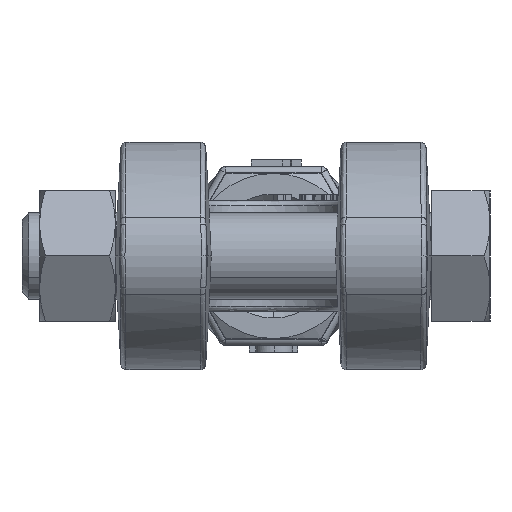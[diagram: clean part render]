
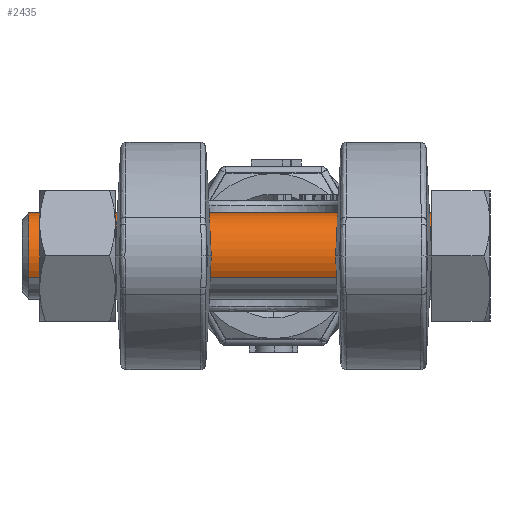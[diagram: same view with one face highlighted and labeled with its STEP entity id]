
A CAD part, left-side view. The second image highlights one B-rep face of the part: STEP entity #2435.
In plain terms, the highlighted cylindrical face has radius 6.25 mm (diameter 12.5 mm), a partial arc.
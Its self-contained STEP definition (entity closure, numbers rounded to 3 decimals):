
#2435=ADVANCED_FACE('NONE',(#5217),#5218,.T.);
#5217=FACE_OUTER_BOUND('',#16215,.T.);
#5218=CYLINDRICAL_SURFACE('',#16216,6.25);
#16215=EDGE_LOOP('',(#26031,#26032,#26033,#26034));
#16216=AXIS2_PLACEMENT_3D('',#26035,#26036,#26037);
#26031=ORIENTED_EDGE('',*,*,#31359,.F.);
#26032=ORIENTED_EDGE('',*,*,#31357,.T.);
#26033=ORIENTED_EDGE('',*,*,#31360,.F.);
#26034=ORIENTED_EDGE('',*,*,#31361,.T.);
#26035=CARTESIAN_POINT('',(-106.8,147.127,153.221));
#26036=DIRECTION('',(-0.0,1.0,0.0));
#26037=DIRECTION('',(0.866,0.0,0.5));
#31357=EDGE_CURVE('NONE',#35862,#35866,#35868,.T.);
#31359=EDGE_CURVE('',#35862,#35870,#35871,.T.);
#31360=EDGE_CURVE('',#35872,#35866,#35873,.T.);
#31361=EDGE_CURVE('NONE',#35872,#35870,#35874,.T.);
#35862=VERTEX_POINT('NONE',#49254);
#35866=VERTEX_POINT('',#49259);
#35868=CIRCLE('',#49262,6.25);
#35870=VERTEX_POINT('NONE',#49264);
#35871=LINE('',#49265,#49266);
#35872=VERTEX_POINT('',#49267);
#35873=LINE('',#49268,#49269);
#35874=CIRCLE('',#49270,6.25);
#49254=CARTESIAN_POINT('',(-101.387,146.127,156.346));
#49259=CARTESIAN_POINT('',(-112.213,146.127,150.096));
#49262=AXIS2_PLACEMENT_3D('',#56875,#56876,#56877);
#49264=CARTESIAN_POINT('',(-101.387,87.627,156.346));
#49265=CARTESIAN_POINT('',(-101.387,116.877,156.346));
#49266=VECTOR('',#56878,1.0);
#49267=CARTESIAN_POINT('',(-112.213,87.627,150.096));
#49268=CARTESIAN_POINT('',(-112.213,116.877,150.096));
#49269=VECTOR('',#56879,1.0);
#49270=AXIS2_PLACEMENT_3D('',#56880,#56881,#56882);
#56875=CARTESIAN_POINT('',(-106.8,146.127,153.221));
#56876=DIRECTION('',(0.0,-1.0,0.0));
#56877=DIRECTION('',(0.866,0.0,0.5));
#56878=DIRECTION('',(-0.0,-1.0,-0.0));
#56879=DIRECTION('',(0.0,1.0,0.0));
#56880=CARTESIAN_POINT('',(-106.8,87.627,153.221));
#56881=DIRECTION('',(-0.0,1.0,0.0));
#56882=DIRECTION('',(0.866,0.0,0.5));
